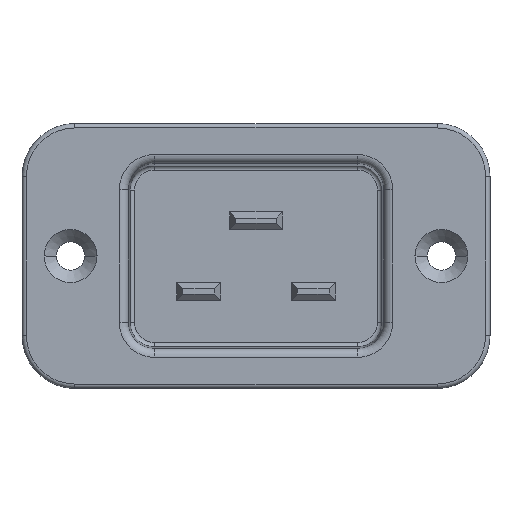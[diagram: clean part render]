
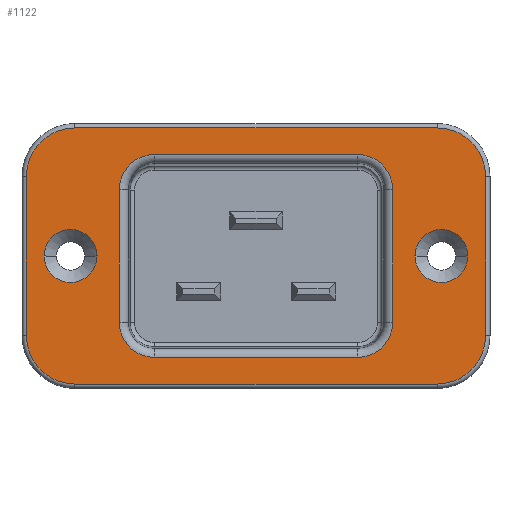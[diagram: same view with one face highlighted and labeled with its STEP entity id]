
A CAD part, top view. The second image highlights one B-rep face of the part: STEP entity #1122.
In plain terms, the highlighted planar face has unit normal (0, 0, 1).
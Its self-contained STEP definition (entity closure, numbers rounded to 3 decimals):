
#108=CARTESIAN_POINT('',(-21.,0.,3.));
#109=DIRECTION('',(0.,0.,1.));
#110=DIRECTION('',(1.,0.,0.));
#111=AXIS2_PLACEMENT_3D('',#108,#109,#110);
#113=CARTESIAN_POINT('',(-21.,0.,3.));
#114=DIRECTION('',(0.,0.,1.));
#115=DIRECTION('',(-1.,0.,0.));
#116=AXIS2_PLACEMENT_3D('',#113,#114,#115);
#118=CARTESIAN_POINT('',(21.,0.,3.));
#119=DIRECTION('',(0.,0.,1.));
#120=DIRECTION('',(1.,0.,0.));
#121=AXIS2_PLACEMENT_3D('',#118,#119,#120);
#123=CARTESIAN_POINT('',(21.,0.,3.));
#124=DIRECTION('',(0.,0.,1.));
#125=DIRECTION('',(-1.,0.,0.));
#126=AXIS2_PLACEMENT_3D('',#123,#124,#125);
#128=CARTESIAN_POINT('',(-20.5,9.,3.));
#129=DIRECTION('',(0.,0.,1.));
#130=DIRECTION('',(0.,1.,0.));
#131=AXIS2_PLACEMENT_3D('',#128,#129,#130);
#133=DIRECTION('',(-1.,0.,0.));
#134=VECTOR('',#133,41.);
#135=CARTESIAN_POINT('',(20.5,14.5,3.));
#136=LINE('',#135,#134);
#137=CARTESIAN_POINT('',(20.5,9.,3.));
#138=DIRECTION('',(0.,0.,1.));
#139=DIRECTION('',(1.,0.,0.));
#140=AXIS2_PLACEMENT_3D('',#137,#138,#139);
#142=DIRECTION('',(0.,1.,0.));
#143=VECTOR('',#142,18.);
#144=CARTESIAN_POINT('',(26.,-9.,3.));
#145=LINE('',#144,#143);
#146=CARTESIAN_POINT('',(20.5,-9.,3.));
#147=DIRECTION('',(0.,0.,1.));
#148=DIRECTION('',(0.,-1.,0.));
#149=AXIS2_PLACEMENT_3D('',#146,#147,#148);
#151=DIRECTION('',(1.,0.,0.));
#152=VECTOR('',#151,41.);
#153=CARTESIAN_POINT('',(-20.5,-14.5,3.));
#154=LINE('',#153,#152);
#155=CARTESIAN_POINT('',(-20.5,-9.,3.));
#156=DIRECTION('',(0.,0.,1.));
#157=DIRECTION('',(-1.,0.,0.));
#158=AXIS2_PLACEMENT_3D('',#155,#156,#157);
#160=DIRECTION('',(0.,-1.,0.));
#161=VECTOR('',#160,18.);
#162=CARTESIAN_POINT('',(-26.,9.,3.));
#163=LINE('',#162,#161);
#164=CARTESIAN_POINT('',(-11.5,-7.5,3.));
#165=DIRECTION('',(0.,0.,-1.));
#166=DIRECTION('',(0.,-1.,0.));
#167=AXIS2_PLACEMENT_3D('',#164,#165,#166);
#169=DIRECTION('',(-1.,0.,0.));
#170=VECTOR('',#169,23.);
#171=CARTESIAN_POINT('',(11.5,-11.487,3.));
#172=LINE('',#171,#170);
#173=CARTESIAN_POINT('',(11.5,-7.5,3.));
#174=DIRECTION('',(0.,0.,-1.));
#175=DIRECTION('',(1.,0.,0.));
#176=AXIS2_PLACEMENT_3D('',#173,#174,#175);
#178=DIRECTION('',(0.,-1.,0.));
#179=VECTOR('',#178,15.);
#180=CARTESIAN_POINT('',(15.487,7.5,3.));
#181=LINE('',#180,#179);
#182=CARTESIAN_POINT('',(11.5,7.5,3.));
#183=DIRECTION('',(0.,0.,-1.));
#184=DIRECTION('',(0.,1.,0.));
#185=AXIS2_PLACEMENT_3D('',#182,#183,#184);
#187=DIRECTION('',(1.,0.,0.));
#188=VECTOR('',#187,23.);
#189=CARTESIAN_POINT('',(-11.5,11.487,3.));
#190=LINE('',#189,#188);
#191=CARTESIAN_POINT('',(-11.5,7.5,3.));
#192=DIRECTION('',(0.,0.,-1.));
#193=DIRECTION('',(-1.,0.,0.));
#194=AXIS2_PLACEMENT_3D('',#191,#192,#193);
#196=DIRECTION('',(0.,1.,0.));
#197=VECTOR('',#196,15.);
#198=CARTESIAN_POINT('',(-15.487,-7.5,3.));
#199=LINE('',#198,#197);
#802=CARTESIAN_POINT('',(-18.,0.,3.));
#803=CARTESIAN_POINT('',(-24.,0.,3.));
#804=VERTEX_POINT('',#802);
#805=VERTEX_POINT('',#803);
#806=CARTESIAN_POINT('',(24.,0.,3.));
#807=CARTESIAN_POINT('',(18.,0.,3.));
#808=VERTEX_POINT('',#806);
#809=VERTEX_POINT('',#807);
#826=CARTESIAN_POINT('',(-20.5,14.5,3.));
#827=CARTESIAN_POINT('',(-26.,9.,3.));
#828=VERTEX_POINT('',#826);
#829=VERTEX_POINT('',#827);
#834=CARTESIAN_POINT('',(-26.,-9.,3.));
#835=VERTEX_POINT('',#834);
#838=CARTESIAN_POINT('',(-20.5,-14.5,3.));
#839=VERTEX_POINT('',#838);
#842=CARTESIAN_POINT('',(20.5,-14.5,3.));
#843=VERTEX_POINT('',#842);
#846=CARTESIAN_POINT('',(26.,-9.,3.));
#847=VERTEX_POINT('',#846);
#850=CARTESIAN_POINT('',(26.,9.,3.));
#851=VERTEX_POINT('',#850);
#854=CARTESIAN_POINT('',(20.5,14.5,3.));
#855=VERTEX_POINT('',#854);
#890=CARTESIAN_POINT('',(-11.5,-11.487,3.));
#891=CARTESIAN_POINT('',(-15.487,-7.5,3.));
#892=VERTEX_POINT('',#890);
#893=VERTEX_POINT('',#891);
#898=CARTESIAN_POINT('',(-15.487,7.5,3.));
#899=VERTEX_POINT('',#898);
#902=CARTESIAN_POINT('',(-11.5,11.487,3.));
#903=VERTEX_POINT('',#902);
#906=CARTESIAN_POINT('',(11.5,11.487,3.));
#907=VERTEX_POINT('',#906);
#910=CARTESIAN_POINT('',(15.487,7.5,3.));
#911=VERTEX_POINT('',#910);
#914=CARTESIAN_POINT('',(15.487,-7.5,3.));
#915=VERTEX_POINT('',#914);
#918=CARTESIAN_POINT('',(11.5,-11.487,3.));
#919=VERTEX_POINT('',#918);
#1070=CARTESIAN_POINT('',(0.,0.,3.));
#1071=DIRECTION('',(0.,0.,1.));
#1072=DIRECTION('',(1.,0.,0.));
#1073=AXIS2_PLACEMENT_3D('',#1070,#1071,#1072);
#1074=PLANE('',#1073);
#1075=ORIENTED_EDGE('',*,*,#1060,.F.);
#1077=ORIENTED_EDGE('',*,*,#1076,.F.);
#1079=ORIENTED_EDGE('',*,*,#1078,.F.);
#1081=ORIENTED_EDGE('',*,*,#1080,.F.);
#1083=ORIENTED_EDGE('',*,*,#1082,.F.);
#1085=ORIENTED_EDGE('',*,*,#1084,.F.);
#1087=ORIENTED_EDGE('',*,*,#1086,.F.);
#1089=ORIENTED_EDGE('',*,*,#1088,.F.);
#1090=EDGE_LOOP('',(#1075,#1077,#1079,#1081,#1083,#1085,#1087,#1089));
#1091=FACE_OUTER_BOUND('',#1090,.F.);
#1093=ORIENTED_EDGE('',*,*,#1092,.T.);
#1095=ORIENTED_EDGE('',*,*,#1094,.T.);
#1096=EDGE_LOOP('',(#1093,#1095));
#1097=FACE_BOUND('',#1096,.F.);
#1099=ORIENTED_EDGE('',*,*,#1098,.T.);
#1101=ORIENTED_EDGE('',*,*,#1100,.T.);
#1102=EDGE_LOOP('',(#1099,#1101));
#1103=FACE_BOUND('',#1102,.F.);
#1105=ORIENTED_EDGE('',*,*,#1104,.F.);
#1107=ORIENTED_EDGE('',*,*,#1106,.F.);
#1109=ORIENTED_EDGE('',*,*,#1108,.F.);
#1111=ORIENTED_EDGE('',*,*,#1110,.F.);
#1113=ORIENTED_EDGE('',*,*,#1112,.F.);
#1115=ORIENTED_EDGE('',*,*,#1114,.F.);
#1117=ORIENTED_EDGE('',*,*,#1116,.F.);
#1119=ORIENTED_EDGE('',*,*,#1118,.F.);
#1120=EDGE_LOOP('',(#1105,#1107,#1109,#1111,#1113,#1115,#1117,#1119));
#1121=FACE_BOUND('',#1120,.F.);
#1122=ADVANCED_FACE('',(#1091,#1097,#1103,#1121),#1074,.T.);
#112=CIRCLE('',#111,3.);
#117=CIRCLE('',#116,3.);
#122=CIRCLE('',#121,3.);
#127=CIRCLE('',#126,3.);
#132=CIRCLE('',#131,5.5);
#141=CIRCLE('',#140,5.5);
#150=CIRCLE('',#149,5.5);
#159=CIRCLE('',#158,5.5);
#168=CIRCLE('',#167,3.987);
#177=CIRCLE('',#176,3.987);
#186=CIRCLE('',#185,3.987);
#195=CIRCLE('',#194,3.987);
#1060=EDGE_CURVE('',#828,#829,#132,.T.);
#1076=EDGE_CURVE('',#855,#828,#136,.T.);
#1078=EDGE_CURVE('',#851,#855,#141,.T.);
#1080=EDGE_CURVE('',#847,#851,#145,.T.);
#1082=EDGE_CURVE('',#843,#847,#150,.T.);
#1084=EDGE_CURVE('',#839,#843,#154,.T.);
#1086=EDGE_CURVE('',#835,#839,#159,.T.);
#1088=EDGE_CURVE('',#829,#835,#163,.T.);
#1092=EDGE_CURVE('',#804,#805,#112,.T.);
#1094=EDGE_CURVE('',#805,#804,#117,.T.);
#1098=EDGE_CURVE('',#808,#809,#122,.T.);
#1100=EDGE_CURVE('',#809,#808,#127,.T.);
#1104=EDGE_CURVE('',#892,#893,#168,.T.);
#1106=EDGE_CURVE('',#919,#892,#172,.T.);
#1108=EDGE_CURVE('',#915,#919,#177,.T.);
#1110=EDGE_CURVE('',#911,#915,#181,.T.);
#1112=EDGE_CURVE('',#907,#911,#186,.T.);
#1114=EDGE_CURVE('',#903,#907,#190,.T.);
#1116=EDGE_CURVE('',#899,#903,#195,.T.);
#1118=EDGE_CURVE('',#893,#899,#199,.T.);
